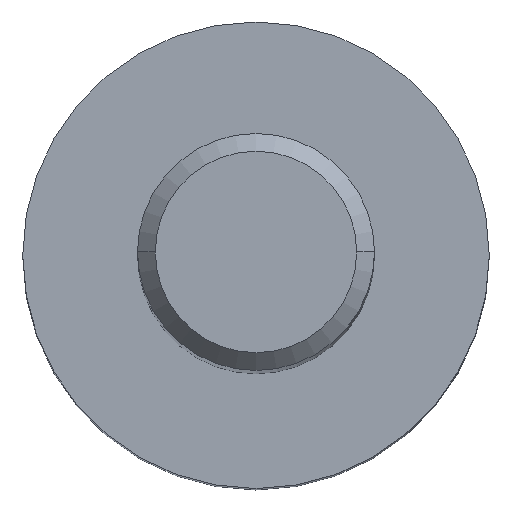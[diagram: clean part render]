
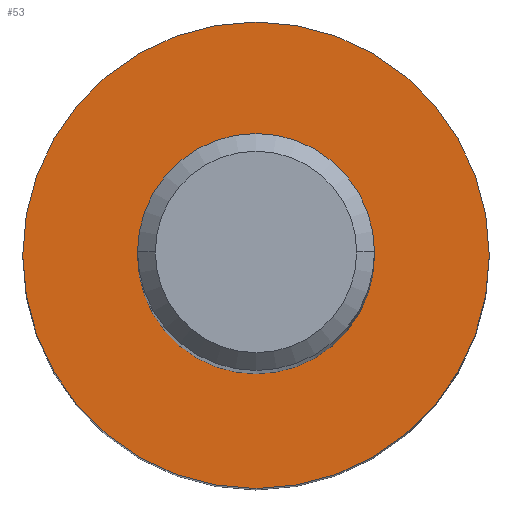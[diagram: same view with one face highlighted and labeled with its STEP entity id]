
A CAD part, top view. The second image highlights one B-rep face of the part: STEP entity #53.
In plain terms, the highlighted planar face has unit normal (0, 0, 1).
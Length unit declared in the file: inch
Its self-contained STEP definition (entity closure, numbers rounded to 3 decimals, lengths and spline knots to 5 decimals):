
#11 = DIRECTION ( 'NONE',  ( 0., 0., 1. ) ) ;
#40 = DIRECTION ( 'NONE',  ( 0., 0., -1. ) ) ;
#53 = ADVANCED_FACE ( 'NONE', ( #60 ), #147, .F. ) ;
#60 = FACE_OUTER_BOUND ( 'NONE', #237, .T. ) ;
#67 = EDGE_CURVE ( 'NONE', #163, #132, #276, .T. ) ;
#100 = AXIS2_PLACEMENT_3D ( 'NONE', #284, #294, #185 ) ;
#114 = DIRECTION ( 'NONE',  ( 1., 0., 0. ) ) ;
#132 = VERTEX_POINT ( 'NONE', #155 ) ;
#142 = CARTESIAN_POINT ( 'NONE',  ( 0., 0., -1. ) ) ;
#147 = PLANE ( 'NONE',  #225 ) ;
#155 = CARTESIAN_POINT ( 'NONE',  ( 0.12305, 0., -1. ) ) ;
#163 = VERTEX_POINT ( 'NONE', #278 ) ;
#164 = CIRCLE ( 'NONE', #100, 0.12305 ) ;
#174 = AXIS2_PLACEMENT_3D ( 'NONE', #142, #11, #114 ) ;
#180 = ORIENTED_EDGE ( 'NONE', *, *, #67, .T. ) ;
#185 = DIRECTION ( 'NONE',  ( 1., 0., 0. ) ) ;
#206 = ORIENTED_EDGE ( 'NONE', *, *, #220, .T. ) ;
#220 = EDGE_CURVE ( 'NONE', #132, #163, #164, .T. ) ;
#225 = AXIS2_PLACEMENT_3D ( 'NONE', #303, #40, #326 ) ;
#237 = EDGE_LOOP ( 'NONE', ( #206, #180 ) ) ;
#276 = CIRCLE ( 'NONE', #174, 0.12305 ) ;
#278 = CARTESIAN_POINT ( 'NONE',  ( -0.12305, 0., -1. ) ) ;
#284 = CARTESIAN_POINT ( 'NONE',  ( 0., 0., -1. ) ) ;
#294 = DIRECTION ( 'NONE',  ( 0., 0., 1. ) ) ;
#303 = CARTESIAN_POINT ( 'NONE',  ( 0., 0., -1. ) ) ;
#326 = DIRECTION ( 'NONE',  ( -1., 0., 0. ) ) ;
